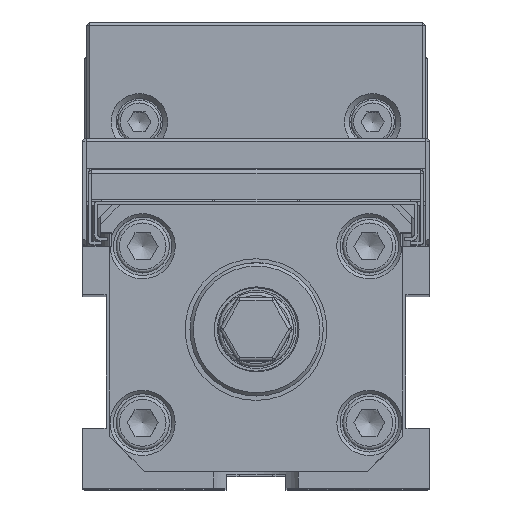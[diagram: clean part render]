
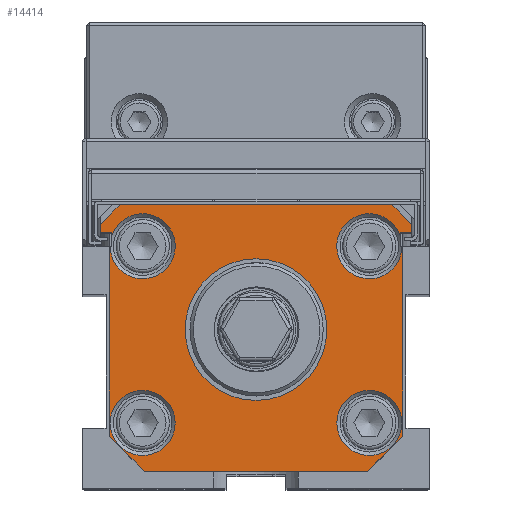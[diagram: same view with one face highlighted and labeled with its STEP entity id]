
A CAD part, top view. The second image highlights one B-rep face of the part: STEP entity #14414.
In plain terms, the highlighted face is planar.
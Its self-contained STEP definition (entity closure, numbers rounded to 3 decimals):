
#969=FACE_BOUND($,#3308,.T.);
#970=FACE_BOUND($,#3309,.T.);
#971=FACE_BOUND($,#3310,.T.);
#1395=CIRCLE($,#15670,9.75);
#1398=CIRCLE($,#15676,9.75);
#1399=CIRCLE($,#15678,9.75);
#1400=CIRCLE($,#15679,9.75);
#1401=CIRCLE($,#15680,21.25);
#2163=FACE_OUTER_BOUND($,#3307,.T.);
#3307=EDGE_LOOP($,(#11588,#11589,#11590,#11591,#11592,#11593,#11594,#11595,
#11596,#11597,#11598,#11599,#11600,#11601,#11602,#11603,#11604,#11605));
#3308=EDGE_LOOP($,(#11606));
#3309=EDGE_LOOP($,(#11607));
#3310=EDGE_LOOP($,(#11608));
#4607=LINE($,#23251,#5841);
#4610=LINE($,#23264,#5844);
#4611=LINE($,#23266,#5845);
#4612=LINE($,#23268,#5846);
#4613=LINE($,#23270,#5847);
#4614=LINE($,#23272,#5848);
#4615=LINE($,#23274,#5849);
#4616=LINE($,#23276,#5850);
#4617=LINE($,#23278,#5851);
#4618=LINE($,#23280,#5852);
#4619=LINE($,#23284,#5853);
#4620=LINE($,#23286,#5854);
#4621=LINE($,#23288,#5855);
#4622=LINE($,#23290,#5856);
#4623=LINE($,#23292,#5857);
#4624=LINE($,#23293,#5858);
#5841=VECTOR($,#18719,0.25);
#5844=VECTOR($,#18734,0.918);
#5845=VECTOR($,#18735,3.5);
#5846=VECTOR($,#18736,2.5);
#5847=VECTOR($,#18737,8.485);
#5848=VECTOR($,#18738,81.5);
#5849=VECTOR($,#18739,8.485);
#5850=VECTOR($,#18740,2.5);
#5851=VECTOR($,#18741,3.5);
#5852=VECTOR($,#18742,0.918);
#5853=VECTOR($,#18745,0.25);
#5854=VECTOR($,#18746,57.);
#5855=VECTOR($,#18747,14.849);
#5856=VECTOR($,#18748,67.);
#5857=VECTOR($,#18749,14.849);
#5858=VECTOR($,#18750,57.);
#7089=VERTEX_POINT($,#23242);
#7090=VERTEX_POINT($,#23246);
#7091=VERTEX_POINT($,#23250);
#7094=VERTEX_POINT($,#23260);
#7095=VERTEX_POINT($,#23263);
#7096=VERTEX_POINT($,#23265);
#7097=VERTEX_POINT($,#23267);
#7098=VERTEX_POINT($,#23269);
#7099=VERTEX_POINT($,#23271);
#7100=VERTEX_POINT($,#23273);
#7101=VERTEX_POINT($,#23275);
#7102=VERTEX_POINT($,#23277);
#7103=VERTEX_POINT($,#23279);
#7104=VERTEX_POINT($,#23281);
#7105=VERTEX_POINT($,#23283);
#7106=VERTEX_POINT($,#23285);
#7107=VERTEX_POINT($,#23287);
#7108=VERTEX_POINT($,#23289);
#7109=VERTEX_POINT($,#23291);
#7110=VERTEX_POINT($,#23294);
#7111=VERTEX_POINT($,#23296);
#8685=EDGE_CURVE($,#7089,#7090,#1395,.T.);
#8687=EDGE_CURVE($,#7091,#7090,#4607,.T.);
#8692=EDGE_CURVE($,#7094,#7094,#1398,.T.);
#8693=EDGE_CURVE($,#7089,#7095,#4610,.T.);
#8694=EDGE_CURVE($,#7095,#7096,#4611,.T.);
#8695=EDGE_CURVE($,#7096,#7097,#4612,.T.);
#8696=EDGE_CURVE($,#7097,#7098,#4613,.T.);
#8697=EDGE_CURVE($,#7098,#7099,#4614,.T.);
#8698=EDGE_CURVE($,#7099,#7100,#4615,.T.);
#8699=EDGE_CURVE($,#7100,#7101,#4616,.T.);
#8700=EDGE_CURVE($,#7101,#7102,#4617,.T.);
#8701=EDGE_CURVE($,#7102,#7103,#4618,.T.);
#8702=EDGE_CURVE($,#7104,#7103,#1399,.T.);
#8703=EDGE_CURVE($,#7104,#7105,#4619,.T.);
#8704=EDGE_CURVE($,#7105,#7106,#4620,.T.);
#8705=EDGE_CURVE($,#7107,#7106,#4621,.T.);
#8706=EDGE_CURVE($,#7107,#7108,#4622,.T.);
#8707=EDGE_CURVE($,#7109,#7108,#4623,.T.);
#8708=EDGE_CURVE($,#7109,#7091,#4624,.T.);
#8709=EDGE_CURVE($,#7110,#7110,#1400,.T.);
#8710=EDGE_CURVE($,#7111,#7111,#1401,.T.);
#11588=ORIENTED_EDGE($,*,*,#8685,.F.);
#11589=ORIENTED_EDGE($,*,*,#8693,.T.);
#11590=ORIENTED_EDGE($,*,*,#8694,.T.);
#11591=ORIENTED_EDGE($,*,*,#8695,.T.);
#11592=ORIENTED_EDGE($,*,*,#8696,.T.);
#11593=ORIENTED_EDGE($,*,*,#8697,.T.);
#11594=ORIENTED_EDGE($,*,*,#8698,.T.);
#11595=ORIENTED_EDGE($,*,*,#8699,.T.);
#11596=ORIENTED_EDGE($,*,*,#8700,.T.);
#11597=ORIENTED_EDGE($,*,*,#8701,.T.);
#11598=ORIENTED_EDGE($,*,*,#8702,.F.);
#11599=ORIENTED_EDGE($,*,*,#8703,.T.);
#11600=ORIENTED_EDGE($,*,*,#8704,.T.);
#11601=ORIENTED_EDGE($,*,*,#8705,.F.);
#11602=ORIENTED_EDGE($,*,*,#8706,.T.);
#11603=ORIENTED_EDGE($,*,*,#8707,.F.);
#11604=ORIENTED_EDGE($,*,*,#8708,.T.);
#11605=ORIENTED_EDGE($,*,*,#8687,.T.);
#11606=ORIENTED_EDGE($,*,*,#8709,.F.);
#11607=ORIENTED_EDGE($,*,*,#8710,.T.);
#11608=ORIENTED_EDGE($,*,*,#8692,.F.);
#13657=PLANE($,#15677);
#14414=ADVANCED_FACE($,(#2163,#969,#970,#971),#13657,.T.);
#15670=AXIS2_PLACEMENT_3D($,#23247,#18714,#18715);
#15676=AXIS2_PLACEMENT_3D($,#23261,#18730,#18731);
#15677=AXIS2_PLACEMENT_3D($,#23262,#18732,#18733);
#15678=AXIS2_PLACEMENT_3D($,#23282,#18743,#18744);
#15679=AXIS2_PLACEMENT_3D($,#23295,#18751,#18752);
#15680=AXIS2_PLACEMENT_3D($,#23297,#18753,#18754);
#18714=DIRECTION('center_axis',(0.,1.,0.));
#18715=DIRECTION('ref_axis',(-1.,0.,0.));
#18719=DIRECTION($,(1.,0.,0.));
#18730=DIRECTION('center_axis',(0.,1.,0.));
#18731=DIRECTION('ref_axis',(-1.,0.,0.));
#18732=DIRECTION('center_axis',(0.,1.,0.));
#18733=DIRECTION('ref_axis',(0.,0.,1.));
#18734=DIRECTION($,(0.,0.,1.));
#18735=DIRECTION($,(-1.,0.,0.));
#18736=DIRECTION($,(0.,0.,1.));
#18737=DIRECTION($,(0.707,0.,0.707));
#18738=DIRECTION($,(1.,0.,0.));
#18739=DIRECTION($,(0.707,0.,-0.707));
#18740=DIRECTION($,(0.,0.,-1.));
#18741=DIRECTION($,(-1.,0.,0.));
#18742=DIRECTION($,(0.,0.,-1.));
#18743=DIRECTION('center_axis',(0.,1.,0.));
#18744=DIRECTION('ref_axis',(-1.,0.,0.));
#18745=DIRECTION($,(1.,0.,0.));
#18746=DIRECTION($,(0.,0.,-1.));
#18747=DIRECTION($,(0.707,0.,0.707));
#18748=DIRECTION($,(-1.,0.,0.));
#18749=DIRECTION($,(0.707,0.,-0.707));
#18750=DIRECTION($,(0.,0.,1.));
#18751=DIRECTION('center_axis',(0.,1.,0.));
#18752=DIRECTION('ref_axis',(-1.,0.,0.));
#18753=DIRECTION('center_axis',(0.,-1.,0.));
#18754=DIRECTION('ref_axis',(-1.,0.,0.));
#23242=CARTESIAN_POINT('',(-43.25,38.,28.082));
#23246=CARTESIAN_POINT('',(-43.75,38.,25.));
#23247=CARTESIAN_POINT('Origin',(-34.,38.,25.));
#23250=CARTESIAN_POINT('',(-44.,38.,25.));
#23251=CARTESIAN_POINT($,(-21.625,38.,25.));
#23260=CARTESIAN_POINT('',(-24.25,38.,-28.));
#23261=CARTESIAN_POINT('Origin',(-34.,38.,-28.));
#23262=CARTESIAN_POINT('Origin',(0.,38.,-2.5));
#23263=CARTESIAN_POINT('',(-43.25,38.,29.));
#23264=CARTESIAN_POINT($,(-43.25,38.,13.25));
#23265=CARTESIAN_POINT('',(-46.75,38.,29.));
#23266=CARTESIAN_POINT($,(-22.,38.,29.));
#23267=CARTESIAN_POINT('',(-46.75,38.,31.5));
#23268=CARTESIAN_POINT($,(-46.75,38.,37.5));
#23269=CARTESIAN_POINT('',(-40.75,38.,37.5));
#23270=CARTESIAN_POINT($,(-43.563,38.,34.688));
#23271=CARTESIAN_POINT('',(40.75,38.,37.5));
#23272=CARTESIAN_POINT($,(46.75,38.,37.5));
#23273=CARTESIAN_POINT('',(46.75,38.,31.5));
#23274=CARTESIAN_POINT($,(40.563,38.,37.688));
#23275=CARTESIAN_POINT('',(46.75,38.,29.));
#23276=CARTESIAN_POINT($,(46.75,38.,-42.5));
#23277=CARTESIAN_POINT('',(43.25,38.,29.));
#23278=CARTESIAN_POINT($,(22.,38.,29.));
#23279=CARTESIAN_POINT('',(43.25,38.,28.082));
#23280=CARTESIAN_POINT($,(43.25,38.,11.25));
#23281=CARTESIAN_POINT('',(43.75,38.,25.));
#23282=CARTESIAN_POINT('Origin',(34.,38.,25.));
#23283=CARTESIAN_POINT('',(44.,38.,25.));
#23284=CARTESIAN_POINT($,(22.,38.,25.));
#23285=CARTESIAN_POINT('',(44.,38.,-32.));
#23286=CARTESIAN_POINT($,(44.,38.,-22.5));
#23287=CARTESIAN_POINT('',(33.5,38.,-42.5));
#23288=CARTESIAN_POINT($,(37.75,38.,-38.25));
#23289=CARTESIAN_POINT('',(-33.5,38.,-42.5));
#23290=CARTESIAN_POINT($,(-46.75,38.,-42.5));
#23291=CARTESIAN_POINT('',(-44.,38.,-32.));
#23292=CARTESIAN_POINT($,(-37.75,38.,-38.25));
#23293=CARTESIAN_POINT($,(-44.,38.,13.25));
#23294=CARTESIAN_POINT('',(43.75,38.,-28.));
#23295=CARTESIAN_POINT('Origin',(34.,38.,-28.));
#23296=CARTESIAN_POINT('',(21.25,38.,0.));
#23297=CARTESIAN_POINT('Origin',(0.,38.,0.));
